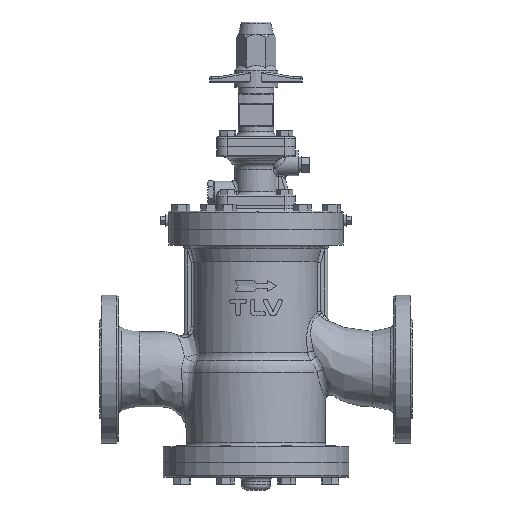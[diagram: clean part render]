
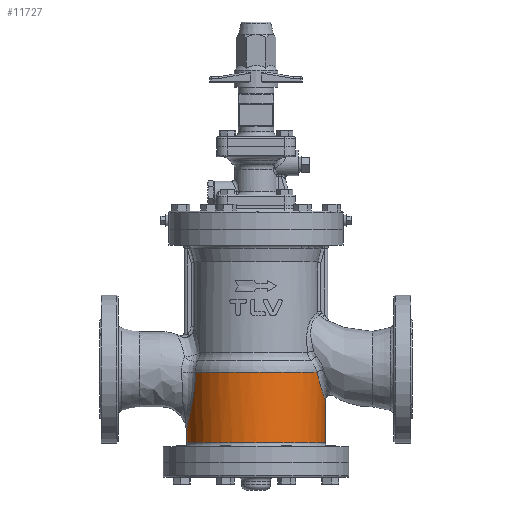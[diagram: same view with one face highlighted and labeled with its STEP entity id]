
A CAD part, front view. The second image highlights one B-rep face of the part: STEP entity #11727.
In plain terms, the highlighted cylindrical face has radius 82 mm (diameter 164 mm), a full revolution.
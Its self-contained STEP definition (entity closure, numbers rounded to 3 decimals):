
#253=CYLINDRICAL_SURFACE('',#12848,82.);
#458=B_SPLINE_CURVE_WITH_KNOTS('',3,(#22115,#22116,#22117,#22118,#22119,
#22120,#22121,#22122,#22123,#22124,#22125,#22126,#22127,#22128,#22129,#22130,
#22131,#22132,#22133,#22134,#22135,#22136,#22137,#22138,#22139),
 .UNSPECIFIED.,.F.,.F.,(4,1,1,1,1,1,1,1,1,1,2,1,1,1,1,1,1,1,1,2,4),(-9.062,
-8.22,-7.379,-7.29,-6.537,
-5.695,-5.274,-4.854,-4.433,
-4.012,-3.17,-2.853,-2.536,
-2.219,-1.902,-1.619,-1.268,
-0.951,-0.634,0.,0.004),
 .UNSPECIFIED.);
#459=B_SPLINE_CURVE_WITH_KNOTS('',3,(#22143,#22144,#22145,#22146,#22147,
#22148,#22149,#22150,#22151,#22152,#22153),.UNSPECIFIED.,.F.,.F.,(4,1,1,
1,1,1,1,1,4),(-11.475,-10.041,-8.606,-7.172,
-5.738,-4.303,-2.869,-1.434,
0.),.UNSPECIFIED.);
#460=B_SPLINE_CURVE_WITH_KNOTS('',3,(#22156,#22157,#22158,#22159,#22160,
#22161,#22162,#22163,#22164,#22165,#22166,#22167,#22168,#22169,#22170,#22171,
#22172,#22173,#22174),.UNSPECIFIED.,.F.,.F.,(4,2,1,1,1,1,2,1,1,1,1,1,1,
1,4),(-9.065,-9.062,-8.428,-7.794,
-7.159,-6.525,-5.891,-5.05,
-4.208,-3.366,-2.946,-2.525,
-1.683,-0.842,0.),.UNSPECIFIED.);
#825=FACE_BOUND('',#2366,.T.);
#1516=FACE_OUTER_BOUND('',#2365,.T.);
#2365=EDGE_LOOP('',(#10281,#10282,#10283,#10284,#10285));
#2366=EDGE_LOOP('',(#10286));
#2897=CIRCLE('',#12846,82.);
#2899=CIRCLE('',#12849,82.);
#2900=CIRCLE('',#12850,82.);
#5621=VERTEX_POINT('',#22108);
#5623=VERTEX_POINT('',#22113);
#5624=VERTEX_POINT('',#22114);
#5625=VERTEX_POINT('',#22140);
#5626=VERTEX_POINT('',#22142);
#5627=VERTEX_POINT('',#22154);
#7204=EDGE_CURVE('',#5621,#5621,#2897,.T.);
#7206=EDGE_CURVE('',#5623,#5624,#458,.T.);
#7207=EDGE_CURVE('',#5623,#5625,#2899,.T.);
#7208=EDGE_CURVE('',#5626,#5625,#459,.T.);
#7209=EDGE_CURVE('',#5626,#5627,#2900,.T.);
#7210=EDGE_CURVE('',#5624,#5627,#460,.T.);
#10281=ORIENTED_EDGE('',*,*,#7206,.F.);
#10282=ORIENTED_EDGE('',*,*,#7207,.T.);
#10283=ORIENTED_EDGE('',*,*,#7208,.F.);
#10284=ORIENTED_EDGE('',*,*,#7209,.T.);
#10285=ORIENTED_EDGE('',*,*,#7210,.F.);
#10286=ORIENTED_EDGE('',*,*,#7204,.F.);
#11727=ADVANCED_FACE('',(#1516,#825),#253,.T.);
#12846=AXIS2_PLACEMENT_3D('',#22109,#15846,#15847);
#12848=AXIS2_PLACEMENT_3D('',#22112,#15850,#15851);
#12849=AXIS2_PLACEMENT_3D('',#22141,#15852,#15853);
#12850=AXIS2_PLACEMENT_3D('',#22155,#15854,#15855);
#15846=DIRECTION('center_axis',(0.,0.,-1.));
#15847=DIRECTION('ref_axis',(1.,0.,0.));
#15850=DIRECTION('center_axis',(0.,0.,-1.));
#15851=DIRECTION('ref_axis',(-1.,0.,0.));
#15852=DIRECTION('center_axis',(0.,0.,-1.));
#15853=DIRECTION('ref_axis',(1.,0.,0.));
#15854=DIRECTION('center_axis',(0.,0.,-1.));
#15855=DIRECTION('ref_axis',(1.,0.,0.));
#22108=CARTESIAN_POINT('',(-82.,0.,-87.));
#22109=CARTESIAN_POINT('Origin',(0.,0.,-87.));
#22112=CARTESIAN_POINT('Origin',(0.,0.,-47.752));
#22113=CARTESIAN_POINT('',(-71.827,39.558,-3.503));
#22114=CARTESIAN_POINT('',(-82.,0.,-74.5));
#22115=CARTESIAN_POINT('Ctrl Pts',(-71.827,39.558,-3.503));
#22116=CARTESIAN_POINT('Ctrl Pts',(-71.834,39.547,-6.309));
#22117=CARTESIAN_POINT('Ctrl Pts',(-71.976,39.29,-11.943));
#22118=CARTESIAN_POINT('Ctrl Pts',(-72.391,38.522,-17.826));
#22119=CARTESIAN_POINT('Ctrl Pts',(-72.908,37.533,-23.325));
#22120=CARTESIAN_POINT('Ctrl Pts',(-73.533,36.311,-28.739));
#22121=CARTESIAN_POINT('Ctrl Pts',(-74.483,34.325,-34.953));
#22122=CARTESIAN_POINT('Ctrl Pts',(-75.378,32.297,-39.979));
#22123=CARTESIAN_POINT('Ctrl Pts',(-76.085,30.6,-43.63));
#22124=CARTESIAN_POINT('Ctrl Pts',(-76.813,28.727,-47.155));
#22125=CARTESIAN_POINT('Ctrl Pts',(-77.79,26.011,-51.66));
#22126=CARTESIAN_POINT('Ctrl Pts',(-78.507,23.736,-54.813));
#22127=CARTESIAN_POINT('Ctrl Pts',(-79.13,21.515,-57.574));
#22128=CARTESIAN_POINT('Ctrl Pts',(-79.464,20.267,-59.055));
#22129=CARTESIAN_POINT('Ctrl Pts',(-79.942,18.297,-61.176));
#22130=CARTESIAN_POINT('Ctrl Pts',(-80.386,16.237,-63.191));
#22131=CARTESIAN_POINT('Ctrl Pts',(-80.776,14.169,-65.031));
#22132=CARTESIAN_POINT('Ctrl Pts',(-81.134,11.958,-66.829));
#22133=CARTESIAN_POINT('Ctrl Pts',(-81.439,9.683,-68.519));
#22134=CARTESIAN_POINT('Ctrl Pts',(-81.689,7.267,-70.158));
#22135=CARTESIAN_POINT('Ctrl Pts',(-81.926,4.087,-72.158));
#22136=CARTESIAN_POINT('Ctrl Pts',(-81.999,1.648,-73.55));
#22137=CARTESIAN_POINT('Ctrl Pts',(-82.,0.019,
-74.489));
#22138=CARTESIAN_POINT('Ctrl Pts',(-82.,0.009,-74.495));
#22139=CARTESIAN_POINT('Ctrl Pts',(-82.,0.,-74.5));
#22140=CARTESIAN_POINT('',(72.272,38.74,-3.503));
#22141=CARTESIAN_POINT('Origin',(0.,0.,-3.503));
#22142=CARTESIAN_POINT('',(72.272,-38.74,-3.503));
#22143=CARTESIAN_POINT('Ctrl Pts',(72.272,-38.74,-3.503));
#22144=CARTESIAN_POINT('Ctrl Pts',(73.182,-37.041,-7.813));
#22145=CARTESIAN_POINT('Ctrl Pts',(75.239,-32.927,-16.058));
#22146=CARTESIAN_POINT('Ctrl Pts',(78.496,-24.428,-26.689));
#22147=CARTESIAN_POINT('Ctrl Pts',(81.233,-13.34,-34.503));
#22148=CARTESIAN_POINT('Ctrl Pts',(82.388,0.,
-37.577));
#22149=CARTESIAN_POINT('Ctrl Pts',(81.233,13.34,-34.503));
#22150=CARTESIAN_POINT('Ctrl Pts',(78.496,24.427,-26.69));
#22151=CARTESIAN_POINT('Ctrl Pts',(75.238,32.93,-16.053));
#22152=CARTESIAN_POINT('Ctrl Pts',(73.183,37.041,-7.814));
#22153=CARTESIAN_POINT('Ctrl Pts',(72.272,38.74,-3.503));
#22154=CARTESIAN_POINT('',(-71.827,-39.558,-3.503));
#22155=CARTESIAN_POINT('Origin',(0.,0.,-3.503));
#22156=CARTESIAN_POINT('Ctrl Pts',(-82.,0.,-74.5));
#22157=CARTESIAN_POINT('Ctrl Pts',(-82.,-0.009,-74.495));
#22158=CARTESIAN_POINT('Ctrl Pts',(-82.,-0.019,
-74.489));
#22159=CARTESIAN_POINT('Ctrl Pts',(-81.999,-1.648,
-73.55));
#22160=CARTESIAN_POINT('Ctrl Pts',(-81.901,-4.901,
-71.692));
#22161=CARTESIAN_POINT('Ctrl Pts',(-81.477,-9.63,-68.624));
#22162=CARTESIAN_POINT('Ctrl Pts',(-80.814,-14.129,
-65.155));
#22163=CARTESIAN_POINT('Ctrl Pts',(-79.958,-18.344,-61.229));
#22164=CARTESIAN_POINT('Ctrl Pts',(-79.3,-20.908,
-58.33));
#22165=CARTESIAN_POINT('Ctrl Pts',(-78.507,-23.736,
-54.813));
#22166=CARTESIAN_POINT('Ctrl Pts',(-77.551,-26.768,
-50.611));
#22167=CARTESIAN_POINT('Ctrl Pts',(-76.074,-30.686,
-43.696));
#22168=CARTESIAN_POINT('Ctrl Pts',(-74.914,-33.372,
-37.498));
#22169=CARTESIAN_POINT('Ctrl Pts',(-74.086,-35.155,-32.353));
#22170=CARTESIAN_POINT('Ctrl Pts',(-73.338,-36.697,
-27.114));
#22171=CARTESIAN_POINT('Ctrl Pts',(-72.567,-38.196,
-20.323));
#22172=CARTESIAN_POINT('Ctrl Pts',(-71.976,-39.289,
-11.945));
#22173=CARTESIAN_POINT('Ctrl Pts',(-71.834,-39.547,
-6.309));
#22174=CARTESIAN_POINT('Ctrl Pts',(-71.827,-39.558,
-3.503));
